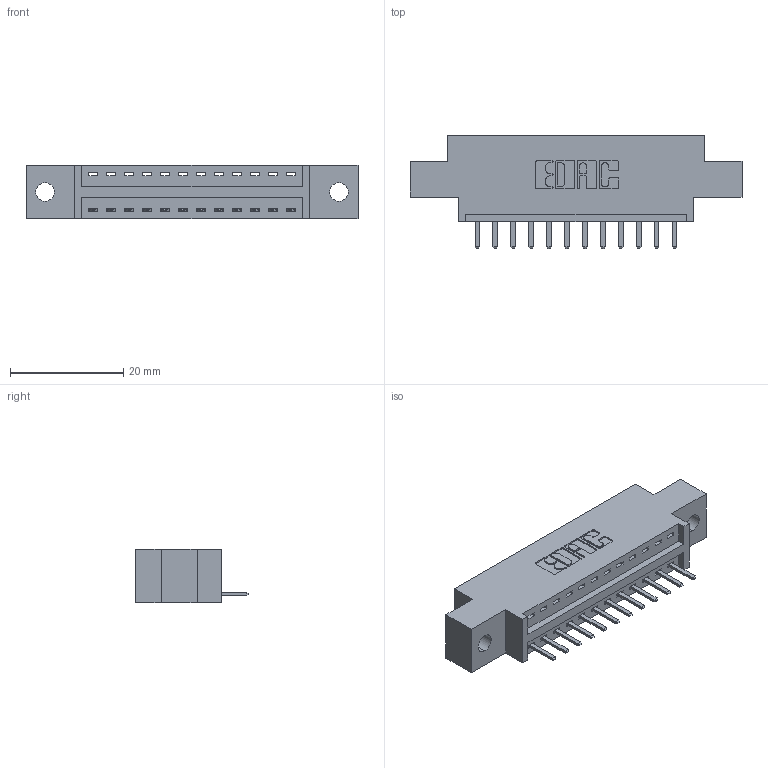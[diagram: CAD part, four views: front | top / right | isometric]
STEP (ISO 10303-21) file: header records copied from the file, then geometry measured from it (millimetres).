
FILE_DESCRIPTION (( 'STEP AP203' ), '1' );
FILE_NAME ('396-012-520-602.STEP', '2019-10-26T15:15:51', ( '' ), ( '' ), 'SwSTEP 2.0', 'SolidWorks 2016', '' );
FILE_SCHEMA (( 'CONFIG_CONTROL_DESIGN' ));
Length unit declared in the file: inch
Products named in the file (3): 345-292-001_345-293-120; 396-012-520-602; 346 Part_0.170 Offset - 0.128 Dia
Assembly tree (13 placements, depth 2):
  396-012-520-602
    346 Part_0.170 Offset - 0.128 Dia
    345-292-001_345-293-120  x12
Bounding box: 58.67 x 20.02 x 9.4 mm (x, y, z)
Volume: 5183.9 mm3; surface area: 5929.3 mm2
Topology: 13 solids, 13 shells, 870 faces, 2549 edges, 1666 vertices
Faces by surface type: plane 584, cylinder 286
Entity records: 11735 total; most frequent: CARTESIAN_POINT 2040, ORIENTED_EDGE 1974, DIRECTION 1823, EDGE_CURVE 987, VECTOR 803, LINE 803, VERTEX_POINT 654, AXIS2_PLACEMENT_3D 510
